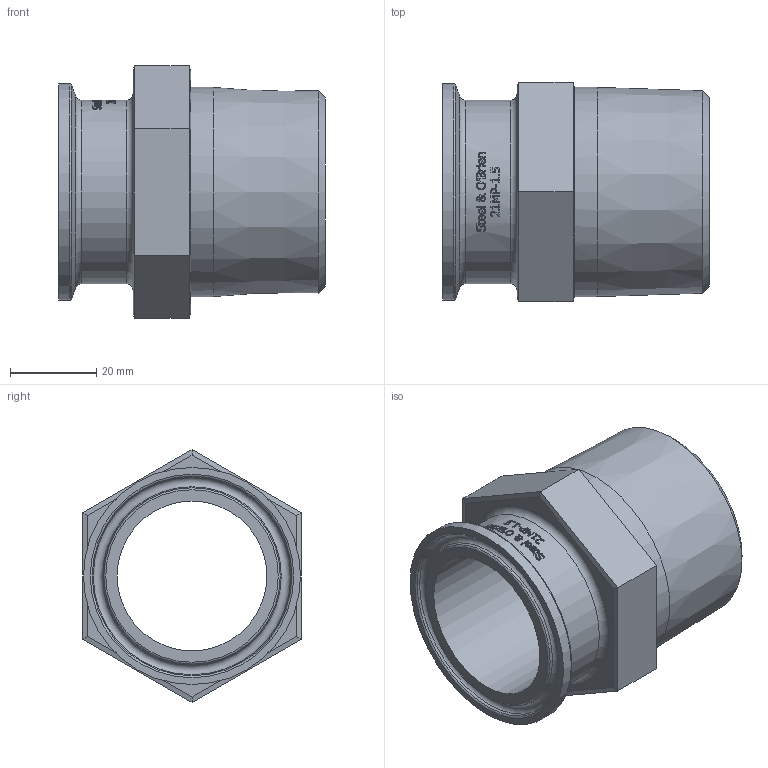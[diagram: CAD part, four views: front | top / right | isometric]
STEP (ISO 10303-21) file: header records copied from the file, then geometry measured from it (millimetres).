
FILE_DESCRIPTION(/* description */ (''),/* implementation_level */ '2;1');
FILE_NAME(/* name */ '21MP-1.5.stp',/* time_stamp */ '2019-01-31T09:31:35-05:00',/* author */ ('rick'),/* organization */ (''),/* preprocessor_version */ 'ST-DEVELOPER v15.2',/* originating_system */ 'Autodesk Inventor 2014',/* authorisation */ '');
FILE_SCHEMA (('AUTOMOTIVE_DESIGN { 1 0 10303 214 3 1 1 }'));
Length unit declared in the file: inch
Products named in the file (1): AAV01620
Bounding box: 61.9 x 50.8 x 58.66 mm (x, y, z)
Volume: 51846.9 mm3; surface area: 19264.3 mm2
Topology: 1 solids, 1 shells, 372 faces, 985 edges, 648 vertices
Faces by surface type: plane 170, bspline 153, cylinder 35, torus 8, cone 6
Full cylindrical faces by diameter (mm): 34.798 x1, 42.57 x1, 48.552 x1, 50.394 x1
Entity records: 14262 total; most frequent: CARTESIAN_POINT 5927, ORIENTED_EDGE 1932, DIRECTION 1291, EDGE_CURVE 966, VERTEX_POINT 647, LINE 469, VECTOR 469, EDGE_LOOP 425
